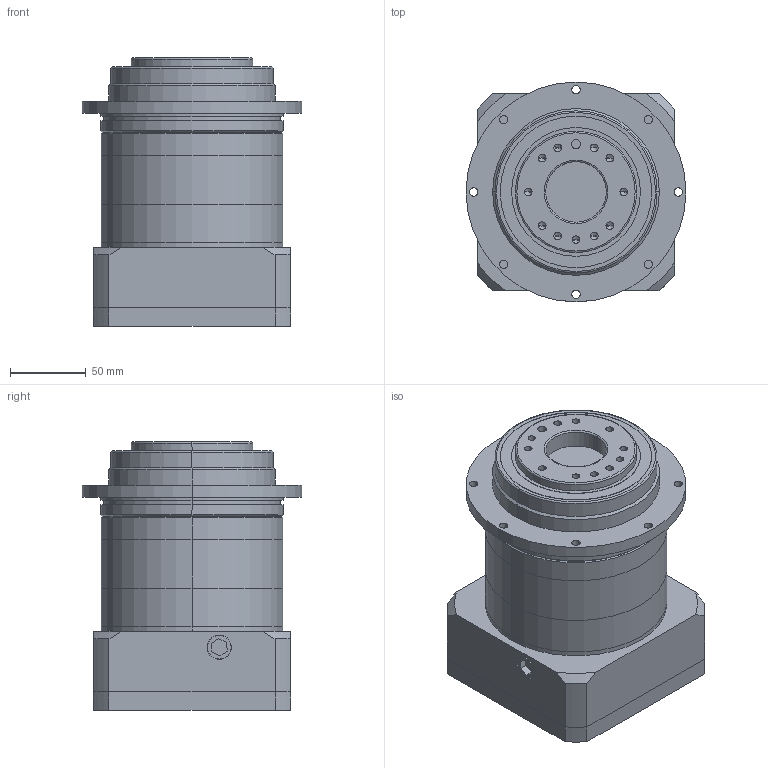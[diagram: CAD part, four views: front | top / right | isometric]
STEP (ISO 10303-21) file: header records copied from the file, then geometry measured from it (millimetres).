
FILE_DESCRIPTION (( 'STEP AP214' ), '1' );
FILE_NAME ('VGH110双级模型（22-70 110-5 4-9-145）.STEP', '2019-01-11T00:50:54', ( 'Windows' ), ( 'Microsoft' ), 'SwSTEP 2.0', 'SolidWorks 2016', '' );
FILE_SCHEMA (( 'AUTOMOTIVE_DESIGN' ));
Length unit declared in the file: millimetre
Products named in the file (3): VGE115后过渡板（-70 110-5 4-9-145）; VGH110邧撰耀倰; VGH110双级模型（22-70 110-5 4-9-145）
Assembly tree (2 placements, depth 2):
  VGH110双级模型（22-70 110-5 4-9-145）
    VGH110邧撰耀倰
    VGE115后过渡板（-70 110-5 4-9-145）
Bounding box: 145 x 145 x 177 mm (x, y, z)
Volume: 1830768.6 mm3; surface area: 243036.5 mm2
Topology: 5 solids, 5 shells, 284 faces, 686 edges, 427 vertices
Faces by surface type: cylinder 140, plane 94, cone 40, torus 10
Entity records: 9026 total; most frequent: CARTESIAN_POINT 1568, DIRECTION 1520, ORIENTED_EDGE 1312, EDGE_CURVE 656, AXIS2_PLACEMENT_3D 595, VERTEX_POINT 427, EDGE_LOOP 357, VECTOR 330
